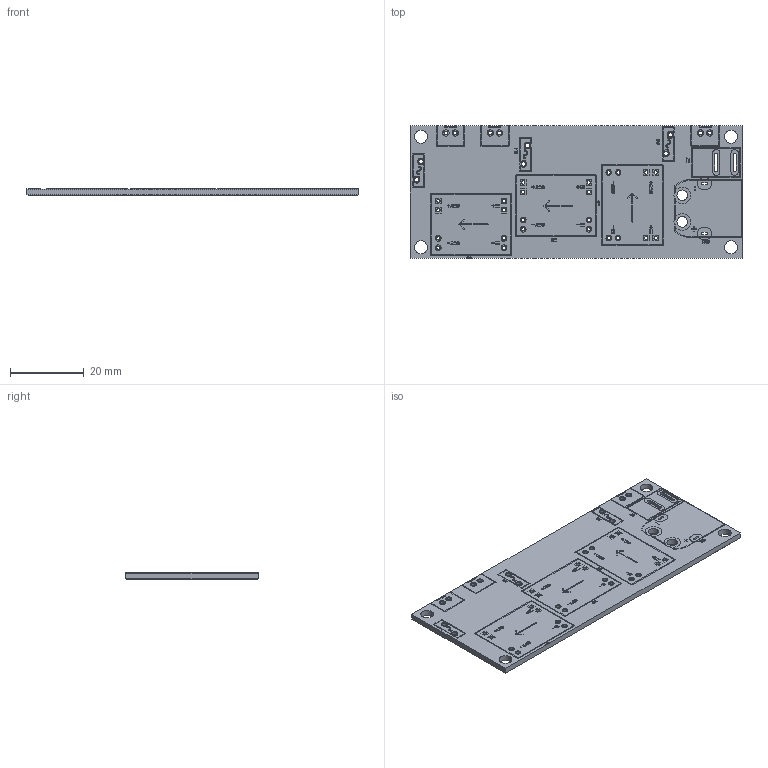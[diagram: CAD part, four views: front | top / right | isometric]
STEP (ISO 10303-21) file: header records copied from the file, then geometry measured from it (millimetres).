
FILE_DESCRIPTION(('Designed by EasyEDA Pro'),'2;1');
FILE_NAME('Open CASCADE Shape Model','2024-12-08T02:56:57',('Author'),( 'Open CASCADE'),'Open CASCADE STEP processor 7.8','Open CASCADE 7.8' ,'Unknown');
FILE_SCHEMA(('AUTOMOTIVE_DESIGN { 1 0 10303 214 1 1 1 1 }'));
Length unit declared in the file: millimetre
Products named in the file (5): PCBModel; TopTrack; BottomTrack; TopSilk; Board
Assembly tree (4 placements, depth 2):
  PCBModel
    TopTrack
    BottomTrack
    TopSilk
    Board
Bounding box: 89.97 x 35.97 x 1.63 mm (x, y, z)
Volume: 5035.2 mm3; surface area: 8986.9 mm2
Topology: 1 solids, 179 shells, 284 faces, 3685 edges, 3581 vertices
Faces by surface type: plane 192, cylinder 92
Entity records: 36091 total; most frequent: CARTESIAN_POINT 7555, DIRECTION 5653, ORIENTED_EDGE 3997, EDGE_CURVE 3685, VERTEX_POINT 3581, LINE 2295, VECTOR 2295, AXIS2_PLACEMENT_3D 1679
